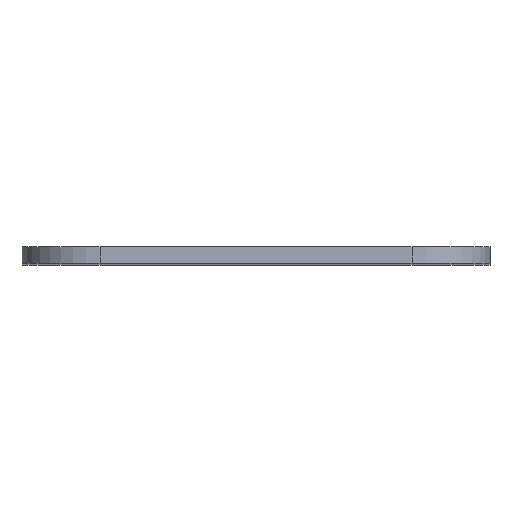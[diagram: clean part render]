
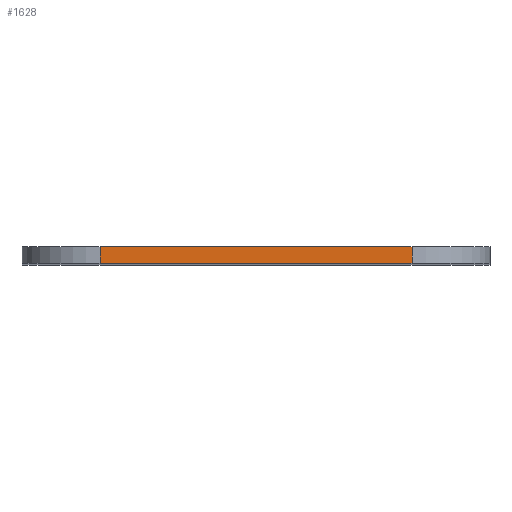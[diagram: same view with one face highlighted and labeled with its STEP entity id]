
A CAD part, top view. The second image highlights one B-rep face of the part: STEP entity #1628.
In plain terms, the highlighted planar face has unit normal (0, 0, 1).
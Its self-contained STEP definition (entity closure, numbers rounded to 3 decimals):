
#85 = LINE ( 'NONE', #1291, #1498 ) ;
#97 = LINE ( 'NONE', #793, #650 ) ;
#143 = EDGE_CURVE ( 'NONE', #1247, #776, #97, .T. ) ;
#222 = ORIENTED_EDGE ( 'NONE', *, *, #143, .F. ) ;
#284 = DIRECTION ( 'NONE',  ( 0., 1., 0. ) ) ;
#422 = DIRECTION ( 'NONE',  ( 0., 0., -1. ) ) ;
#574 = CARTESIAN_POINT ( 'NONE',  ( 30., -90.508, 183.725 ) ) ;
#595 = AXIS2_PLACEMENT_3D ( 'NONE', #1648, #422, #970 ) ;
#650 = VECTOR ( 'NONE', #674, 1000. ) ;
#674 = DIRECTION ( 'NONE',  ( 0., 1., 0. ) ) ;
#690 = EDGE_CURVE ( 'NONE', #1503, #1565, #836, .T. ) ;
#694 = ORIENTED_EDGE ( 'NONE', *, *, #690, .T. ) ;
#736 = EDGE_LOOP ( 'NONE', ( #764, #222, #1199, #694 ) ) ;
#737 = LINE ( 'NONE', #1664, #936 ) ;
#762 = DIRECTION ( 'NONE',  ( -1., 0., 0. ) ) ;
#764 = ORIENTED_EDGE ( 'NONE', *, *, #1681, .T. ) ;
#776 = VERTEX_POINT ( 'NONE', #1249 ) ;
#793 = CARTESIAN_POINT ( 'NONE',  ( -30., -90.508, 183.725 ) ) ;
#808 = EDGE_CURVE ( 'NONE', #1503, #1247, #85, .T. ) ;
#836 = LINE ( 'NONE', #574, #1496 ) ;
#936 = VECTOR ( 'NONE', #997, 1000. ) ;
#970 = DIRECTION ( 'NONE',  ( -1., 0., 0. ) ) ;
#997 = DIRECTION ( 'NONE',  ( -1., 0., 0. ) ) ;
#1000 = CARTESIAN_POINT ( 'NONE',  ( -30., -90.508, 183.725 ) ) ;
#1082 = FACE_OUTER_BOUND ( 'NONE', #736, .T. ) ;
#1103 = PLANE ( 'NONE',  #595 ) ;
#1199 = ORIENTED_EDGE ( 'NONE', *, *, #808, .F. ) ;
#1247 = VERTEX_POINT ( 'NONE', #1000 ) ;
#1249 = CARTESIAN_POINT ( 'NONE',  ( -30., -87.333, 183.725 ) ) ;
#1291 = CARTESIAN_POINT ( 'NONE',  ( -30., -90.508, 183.725 ) ) ;
#1468 = CARTESIAN_POINT ( 'NONE',  ( 30., -90.508, 183.725 ) ) ;
#1496 = VECTOR ( 'NONE', #284, 1000. ) ;
#1498 = VECTOR ( 'NONE', #762, 1000. ) ;
#1503 = VERTEX_POINT ( 'NONE', #1468 ) ;
#1565 = VERTEX_POINT ( 'NONE', #1617 ) ;
#1617 = CARTESIAN_POINT ( 'NONE',  ( 30., -87.333, 183.725 ) ) ;
#1628 = ADVANCED_FACE ( 'NONE', ( #1082 ), #1103, .F. ) ;
#1648 = CARTESIAN_POINT ( 'NONE',  ( -30., -90.508, 183.725 ) ) ;
#1664 = CARTESIAN_POINT ( 'NONE',  ( -30., -87.333, 183.725 ) ) ;
#1681 = EDGE_CURVE ( 'NONE', #1565, #776, #737, .T. ) ;
